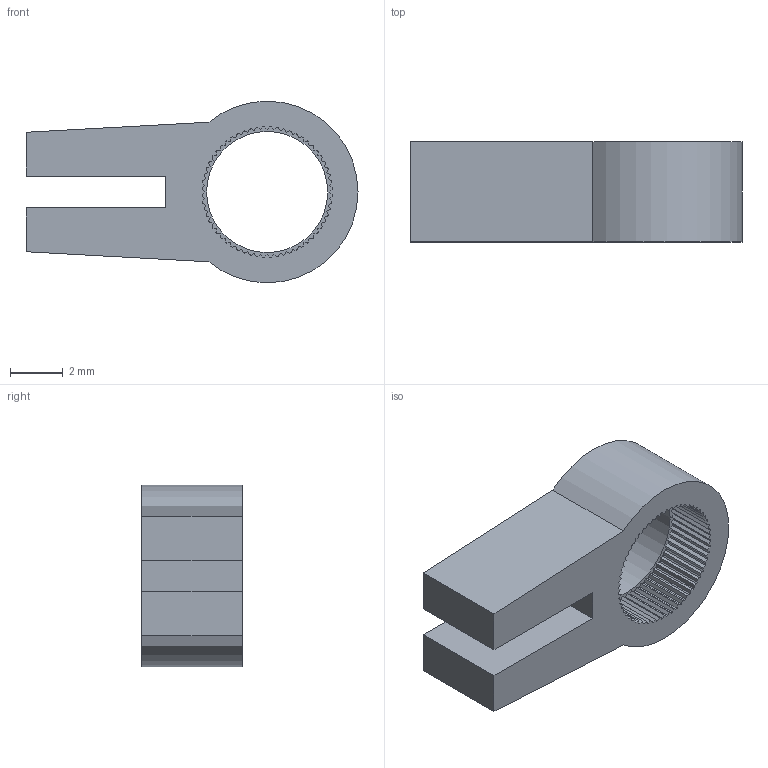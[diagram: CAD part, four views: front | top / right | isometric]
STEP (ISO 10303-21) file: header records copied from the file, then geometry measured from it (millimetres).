
FILE_DESCRIPTION(/* description */ (''),/* implementation_level */ '2;1');
FILE_NAME(/* name */ 'servoStrum.step',/* time_stamp */ '2023-05-29T15:47:55+02:00',/* author */ (''),/* organization */ (''),/* preprocessor_version */ 'ST-DEVELOPER v19.2',/* originating_system */ 'Autodesk Translation Framework v12.4.0.73',/* authorisation */ '');
FILE_SCHEMA (('AUTOMOTIVE_DESIGN { 1 0 10303 214 3 1 1 }'));
Length unit declared in the file: millimetre
Products named in the file (1): SG90 - Micro Servo 9g - Tower Pro
Bounding box: 12.61 x 3.8 x 6.9 mm (x, y, z)
Volume: 163.2 mm3; surface area: 324.8 mm2
Topology: 1 solids, 1 shells, 192 faces, 567 edges, 378 vertices
Faces by surface type: plane 130, cylinder 62
Full cylindrical faces by diameter (mm): 4.6 x1
Entity records: 6432 total; most frequent: CARTESIAN_POINT 1138, ORIENTED_EDGE 1134, DIRECTION 1077, EDGE_CURVE 567, LINE 443, VECTOR 443, VERTEX_POINT 378, AXIS2_PLACEMENT_3D 317
